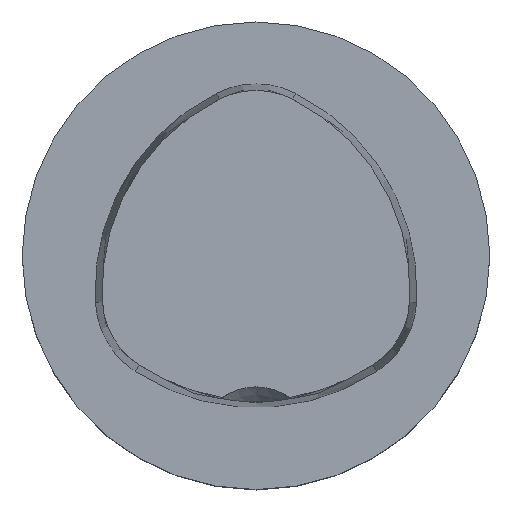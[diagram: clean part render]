
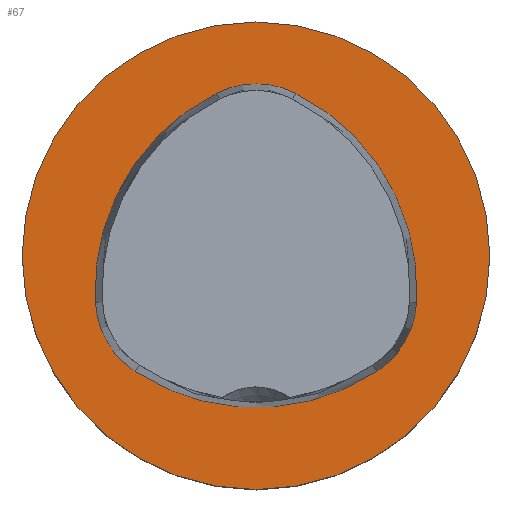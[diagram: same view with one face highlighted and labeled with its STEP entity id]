
A CAD part, top view. The second image highlights one B-rep face of the part: STEP entity #67.
In plain terms, the highlighted planar face has unit normal (0, 0, 1).
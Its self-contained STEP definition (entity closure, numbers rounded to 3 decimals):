
#67=ADVANCED_FACE('',(#83,#84),#80,.F.);
#80=PLANE('',#233);
#83=FACE_BOUND('',#89,.T.);
#84=FACE_BOUND('',#90,.T.);
#89=EDGE_LOOP('',(#105));
#90=EDGE_LOOP('',(#106,#107,#108,#109,#110,#111));
#105=ORIENTED_EDGE('',*,*,#178,.F.);
#106=ORIENTED_EDGE('',*,*,#179,.F.);
#107=ORIENTED_EDGE('',*,*,#180,.F.);
#108=ORIENTED_EDGE('',*,*,#181,.F.);
#109=ORIENTED_EDGE('',*,*,#182,.F.);
#110=ORIENTED_EDGE('',*,*,#183,.F.);
#111=ORIENTED_EDGE('',*,*,#184,.F.);
#159=VERTEX_POINT('',#335);
#160=VERTEX_POINT('',#337);
#161=VERTEX_POINT('',#338);
#162=VERTEX_POINT('',#340);
#163=VERTEX_POINT('',#342);
#164=VERTEX_POINT('',#344);
#165=VERTEX_POINT('',#346);
#178=EDGE_CURVE('',#159,#159,#205,.T.);
#179=EDGE_CURVE('',#160,#161,#206,.T.);
#180=EDGE_CURVE('',#162,#160,#207,.T.);
#181=EDGE_CURVE('',#163,#162,#208,.T.);
#182=EDGE_CURVE('',#164,#163,#209,.T.);
#183=EDGE_CURVE('',#165,#164,#210,.T.);
#184=EDGE_CURVE('',#161,#165,#211,.T.);
#205=CIRCLE('',#226,16.0);
#206=CIRCLE('',#227,6.063);
#207=CIRCLE('',#228,15.063);
#208=CIRCLE('',#229,6.063);
#209=CIRCLE('',#230,15.063);
#210=CIRCLE('',#231,6.063);
#211=CIRCLE('',#232,15.063);
#226=AXIS2_PLACEMENT_3D('',#334,#261,#262);
#227=AXIS2_PLACEMENT_3D('',#336,#263,#264);
#228=AXIS2_PLACEMENT_3D('',#339,#265,#266);
#229=AXIS2_PLACEMENT_3D('',#341,#267,#268);
#230=AXIS2_PLACEMENT_3D('',#343,#269,#270);
#231=AXIS2_PLACEMENT_3D('',#345,#271,#272);
#232=AXIS2_PLACEMENT_3D('',#347,#273,#274);
#233=AXIS2_PLACEMENT_3D('',#348,#275,#276);
#261=DIRECTION('',(0.0,0.0,-1.0));
#262=DIRECTION('',(-1.0,0.0,0.0));
#263=DIRECTION('',(0.0,0.0,1.0));
#264=DIRECTION('',(1.0,0.0,0.0));
#265=DIRECTION('',(0.0,0.0,1.0));
#266=DIRECTION('',(1.0,0.0,0.0));
#267=DIRECTION('',(0.0,0.0,1.0));
#268=DIRECTION('',(1.0,0.0,0.0));
#269=DIRECTION('',(0.0,0.0,1.0));
#270=DIRECTION('',(1.0,0.0,0.0));
#271=DIRECTION('',(0.0,0.0,1.0));
#272=DIRECTION('',(1.0,0.0,0.0));
#273=DIRECTION('',(0.0,0.0,1.0));
#274=DIRECTION('',(1.0,0.0,0.0));
#275=DIRECTION('',(0.0,0.0,-1.0));
#276=DIRECTION('',(-1.0,0.0,0.0));
#334=CARTESIAN_POINT('',(0.0,0.0,0.0));
#335=CARTESIAN_POINT('',(-16.0,0.0,0.0));
#336=CARTESIAN_POINT('',(0.0,5.7,0.0));
#337=CARTESIAN_POINT('',(2.728,11.115,0.0));
#338=CARTESIAN_POINT('',(-2.728,11.115,0.0));
#339=CARTESIAN_POINT('',(-4.049,-2.338,0.0));
#340=CARTESIAN_POINT('',(10.989,-3.195,0.0));
#341=CARTESIAN_POINT('',(4.936,-2.85,0.0));
#342=CARTESIAN_POINT('',(8.262,-7.919,0.0));
#343=CARTESIAN_POINT('',(0.0,4.675,0.0));
#344=CARTESIAN_POINT('',(-8.262,-7.919,0.0));
#345=CARTESIAN_POINT('',(-4.936,-2.85,0.0));
#346=CARTESIAN_POINT('',(-10.989,-3.195,0.0));
#347=CARTESIAN_POINT('',(4.049,-2.338,0.0));
#348=CARTESIAN_POINT('',(0.0,-10.387,0.0));
